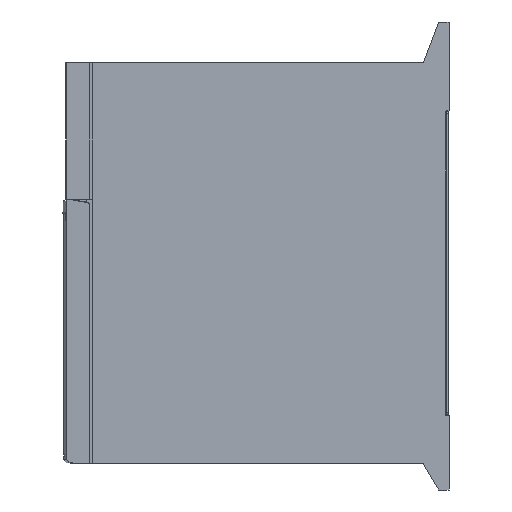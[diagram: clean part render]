
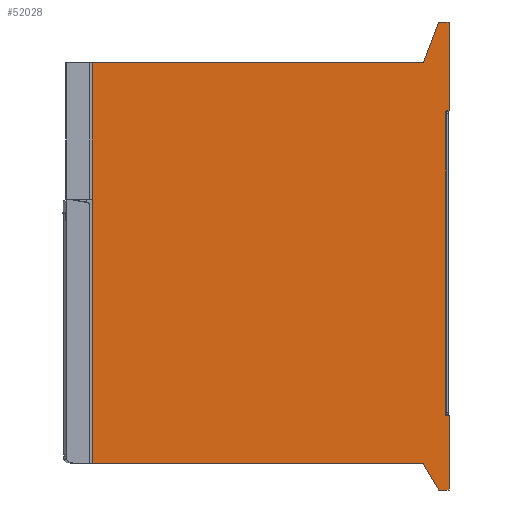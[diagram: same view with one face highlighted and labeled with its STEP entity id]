
A CAD part, left-side view. The second image highlights one B-rep face of the part: STEP entity #52028.
In plain terms, the highlighted face is planar.
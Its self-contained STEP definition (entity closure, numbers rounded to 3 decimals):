
#33794=DIRECTION('',(0.,0.,1.));
#33795=VECTOR('',#33794,206.6);
#33796=CARTESIAN_POINT('',(0.,250.,16.));
#33797=LINE('',#33796,#33795);
#38549=DIRECTION('',(0.,-0.86,-0.511));
#38550=VECTOR('',#38549,18.608);
#38551=CARTESIAN_POINT('',(0.,-0.5,16.));
#38552=LINE('',#38551,#38550);
#38556=DIRECTION('',(0.,-1.,0.));
#38557=VECTOR('',#38556,0.5);
#38558=CARTESIAN_POINT('',(0.,0.,16.));
#38559=LINE('',#38558,#38557);
#38563=DIRECTION('',(0.,0.,1.));
#38564=VECTOR('',#38563,206.6);
#38565=CARTESIAN_POINT('',(0.,0.,16.));
#38566=LINE('',#38565,#38564);
#38570=DIRECTION('',(0.,1.,0.));
#38571=VECTOR('',#38570,250.);
#38572=CARTESIAN_POINT('',(0.,0.,222.6));
#38573=LINE('',#38572,#38571);
#38577=DIRECTION('',(0.,-1.,0.));
#38578=VECTOR('',#38577,0.5);
#38579=CARTESIAN_POINT('',(0.,250.5,16.));
#38580=LINE('',#38579,#38578);
#38584=DIRECTION('',(0.,-0.935,0.355));
#38585=VECTOR('',#38584,26.744);
#38586=CARTESIAN_POINT('',(0.,275.5,6.5));
#38587=LINE('',#38586,#38585);
#38591=DIRECTION('',(0.,-1.,0.));
#38592=VECTOR('',#38591,55.395);
#38593=CARTESIAN_POINT('',(0.,275.5,0.));
#38594=LINE('',#38593,#38592);
#38598=DIRECTION('',(0.,-0.052,0.999));
#38599=VECTOR('',#38598,1.433);
#38600=CARTESIAN_POINT('',(0.,220.105,0.));
#38601=LINE('',#38600,#38599);
#38605=DIRECTION('',(0.,1.,0.));
#38606=VECTOR('',#38605,188.861);
#38607=CARTESIAN_POINT('',(0.,30.569,2.));
#38608=LINE('',#38607,#38606);
#38612=DIRECTION('',(0.,0.052,0.999));
#38613=VECTOR('',#38612,1.433);
#38614=CARTESIAN_POINT('',(0.,29.895,0.));
#38615=LINE('',#38614,#38613);
#38619=DIRECTION('',(0.,-1.,0.));
#38620=VECTOR('',#38619,46.395);
#38621=CARTESIAN_POINT('',(0.,29.895,0.));
#38622=LINE('',#38621,#38620);
#38724=DIRECTION('',(0.,0.,1.));
#38725=VECTOR('',#38724,6.5);
#38726=CARTESIAN_POINT('',(0.,-16.5,0.));
#38727=LINE('',#38726,#38725);
#39013=DIRECTION('',(0.,0.,-1.));
#39014=VECTOR('',#39013,6.5);
#39015=CARTESIAN_POINT('',(0.,275.5,6.5));
#39016=LINE('',#39015,#39014);
#39268=CARTESIAN_POINT('',(0.,30.569,1.4));
#39269=DIRECTION('',(-1.,0.,0.));
#39270=DIRECTION('',(0.,-0.999,0.052));
#39271=AXIS2_PLACEMENT_3D('',#39268,#39269,#39270);
#39342=CARTESIAN_POINT('',(0.,219.431,1.4));
#39343=DIRECTION('',(-1.,0.,0.));
#39344=DIRECTION('',(0.,0.,1.));
#39345=AXIS2_PLACEMENT_3D('',#39342,#39343,#39344);
#44413=CARTESIAN_POINT('',(0.,0.,222.6));
#44414=CARTESIAN_POINT('',(0.,250.,222.6));
#44415=VERTEX_POINT('',#44413);
#44416=VERTEX_POINT('',#44414);
#44461=CARTESIAN_POINT('',(0.,275.5,0.));
#44463=VERTEX_POINT('',#44461);
#44526=CARTESIAN_POINT('',(0.,-16.5,0.));
#44528=VERTEX_POINT('',#44526);
#44549=CARTESIAN_POINT('',(0.,219.431,2.));
#44550=CARTESIAN_POINT('',(0.,220.03,1.431));
#44551=VERTEX_POINT('',#44549);
#44552=VERTEX_POINT('',#44550);
#44557=CARTESIAN_POINT('',(0.,29.97,1.431));
#44558=CARTESIAN_POINT('',(0.,30.569,2.));
#44559=VERTEX_POINT('',#44557);
#44560=VERTEX_POINT('',#44558);
#45017=CARTESIAN_POINT('',(0.,275.5,6.5));
#45018=VERTEX_POINT('',#45017);
#45019=CARTESIAN_POINT('',(0.,250.,16.));
#45020=VERTEX_POINT('',#45019);
#45683=CARTESIAN_POINT('',(0.,250.5,16.));
#45684=VERTEX_POINT('',#45683);
#45779=CARTESIAN_POINT('',(0.,-0.5,16.));
#45781=VERTEX_POINT('',#45779);
#45787=CARTESIAN_POINT('',(0.,0.,16.));
#45788=VERTEX_POINT('',#45787);
#45789=CARTESIAN_POINT('',(0.,-16.5,6.5));
#45791=VERTEX_POINT('',#45789);
#46346=CARTESIAN_POINT('',(0.,29.895,0.));
#46348=VERTEX_POINT('',#46346);
#46354=CARTESIAN_POINT('',(0.,220.105,0.));
#46356=VERTEX_POINT('',#46354);
#51994=CARTESIAN_POINT('',(0.,0.,0.));
#51995=DIRECTION('',(1.,0.,0.));
#51996=DIRECTION('',(0.,1.,0.));
#51997=AXIS2_PLACEMENT_3D('',#51994,#51995,#51996);
#51998=PLANE('',#51997);
#52000=ORIENTED_EDGE('',*,*,#51999,.T.);
#52002=ORIENTED_EDGE('',*,*,#52001,.F.);
#52004=ORIENTED_EDGE('',*,*,#52003,.F.);
#52005=ORIENTED_EDGE('',*,*,#47265,.T.);
#52007=ORIENTED_EDGE('',*,*,#52006,.T.);
#52008=ORIENTED_EDGE('',*,*,#48696,.F.);
#52009=ORIENTED_EDGE('',*,*,#50129,.F.);
#52011=ORIENTED_EDGE('',*,*,#52010,.F.);
#52013=ORIENTED_EDGE('',*,*,#52012,.T.);
#52014=ORIENTED_EDGE('',*,*,#46636,.T.);
#52016=ORIENTED_EDGE('',*,*,#52015,.T.);
#52018=ORIENTED_EDGE('',*,*,#52017,.F.);
#52020=ORIENTED_EDGE('',*,*,#52019,.F.);
#52022=ORIENTED_EDGE('',*,*,#52021,.F.);
#52024=ORIENTED_EDGE('',*,*,#52023,.F.);
#52025=ORIENTED_EDGE('',*,*,#46692,.T.);
#52026=EDGE_LOOP('',(#52000,#52002,#52004,#52005,#52007,#52008,#52009,#52011,
#52013,#52014,#52016,#52018,#52020,#52022,#52024,#52025));
#52027=FACE_OUTER_BOUND('',#52026,.F.);
#52028=ADVANCED_FACE('',(#52027),#51998,.T.);
#39272=CIRCLE('',#39271,0.6);
#39346=CIRCLE('',#39345,0.6);
#46636=EDGE_CURVE('',#44463,#46356,#38594,.T.);
#46692=EDGE_CURVE('',#46348,#44528,#38622,.T.);
#47265=EDGE_CURVE('',#45788,#44415,#38566,.T.);
#48696=EDGE_CURVE('',#45020,#44416,#33797,.T.);
#50129=EDGE_CURVE('',#45684,#45020,#38580,.T.);
#51999=EDGE_CURVE('',#44528,#45791,#38727,.T.);
#52001=EDGE_CURVE('',#45781,#45791,#38552,.T.);
#52003=EDGE_CURVE('',#45788,#45781,#38559,.T.);
#52006=EDGE_CURVE('',#44415,#44416,#38573,.T.);
#52010=EDGE_CURVE('',#45018,#45684,#38587,.T.);
#52012=EDGE_CURVE('',#45018,#44463,#39016,.T.);
#52015=EDGE_CURVE('',#46356,#44552,#38601,.T.);
#52017=EDGE_CURVE('',#44551,#44552,#39346,.T.);
#52019=EDGE_CURVE('',#44560,#44551,#38608,.T.);
#52021=EDGE_CURVE('',#44559,#44560,#39272,.T.);
#52023=EDGE_CURVE('',#46348,#44559,#38615,.T.);
